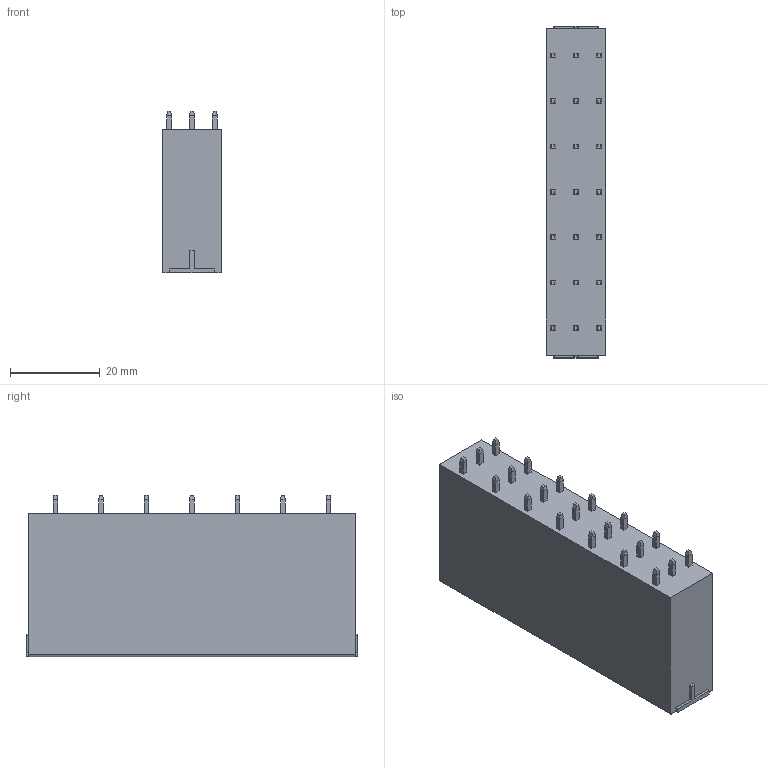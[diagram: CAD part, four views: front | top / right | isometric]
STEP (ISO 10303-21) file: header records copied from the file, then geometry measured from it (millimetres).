
FILE_DESCRIPTION((''),'2;1');
FILE_NAME('TLPHC-800V-XXP-X','2024-09-10T10:42:29',('yanfa'),(''),'CREO PARAMETRIC BY PTC INC, 2018100','CREO PARAMETRIC BY PTC INC, 2018100','');
FILE_SCHEMA(('AUTOMOTIVE_DESIGN { 1 0 10303 214 1 1 1 1 }'));
Length unit declared in the file: millimetre
Products named in the file (1): TLPHC-800V-XXP-X
Bounding box: 13.4 x 74.16 x 36 mm (x, y, z)
Volume: 25169 mm3; surface area: 11520.3 mm2
Topology: 1 solids, 1 shells, 389 faces, 986 edges, 634 vertices
Faces by surface type: plane 302, cylinder 73, bspline 7, cone 7
Entity records: 11913 total; most frequent: CARTESIAN_POINT 2468, ORIENTED_EDGE 1972, DIRECTION 1825, EDGE_CURVE 986, VECTOR 784, LINE 784, VERTEX_POINT 634, AXIS2_PLACEMENT_3D 519
